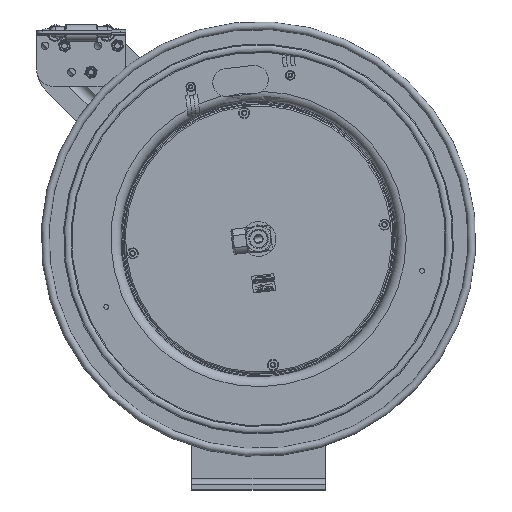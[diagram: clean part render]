
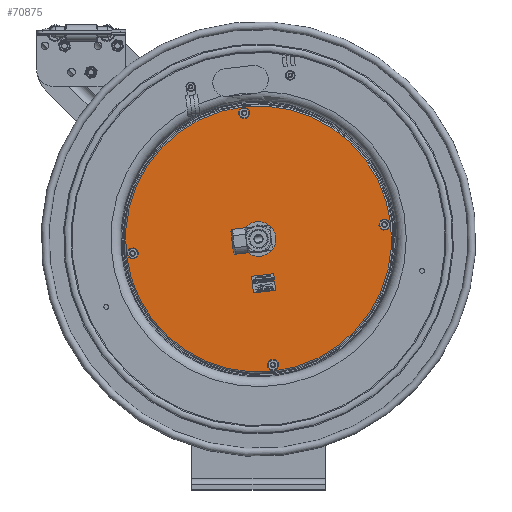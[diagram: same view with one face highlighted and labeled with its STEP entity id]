
A CAD part, top view. The second image highlights one B-rep face of the part: STEP entity #70875.
In plain terms, the highlighted planar face has unit normal (0, 0, 1).
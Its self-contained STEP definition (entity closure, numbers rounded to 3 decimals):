
#3197=FACE_BOUND('',#11822,.T.);
#3198=FACE_BOUND('',#11823,.T.);
#3199=FACE_BOUND('',#11824,.T.);
#3200=FACE_BOUND('',#11825,.T.);
#3201=FACE_BOUND('',#11826,.T.);
#6040=CIRCLE('',#75634,5.97);
#6041=CIRCLE('',#75635,0.655);
#6042=CIRCLE('',#75636,0.14);
#6043=CIRCLE('',#75637,0.14);
#6044=CIRCLE('',#75638,0.14);
#6045=CIRCLE('',#75639,0.14);
#8704=FACE_OUTER_BOUND('',#11821,.T.);
#11821=EDGE_LOOP('',(#60732));
#11822=EDGE_LOOP('',(#60733));
#11823=EDGE_LOOP('',(#60734));
#11824=EDGE_LOOP('',(#60735));
#11825=EDGE_LOOP('',(#60736));
#11826=EDGE_LOOP('',(#60737));
#33195=VERTEX_POINT('',#121803);
#33196=VERTEX_POINT('',#121805);
#33197=VERTEX_POINT('',#121807);
#33198=VERTEX_POINT('',#121809);
#33199=VERTEX_POINT('',#121811);
#33200=VERTEX_POINT('',#121813);
#44353=EDGE_CURVE('',#33195,#33195,#6040,.T.);
#44354=EDGE_CURVE('',#33196,#33196,#6041,.T.);
#44355=EDGE_CURVE('',#33197,#33197,#6042,.T.);
#44356=EDGE_CURVE('',#33198,#33198,#6043,.T.);
#44357=EDGE_CURVE('',#33199,#33199,#6044,.T.);
#44358=EDGE_CURVE('',#33200,#33200,#6045,.T.);
#60732=ORIENTED_EDGE('',*,*,#44353,.F.);
#60733=ORIENTED_EDGE('',*,*,#44354,.T.);
#60734=ORIENTED_EDGE('',*,*,#44355,.T.);
#60735=ORIENTED_EDGE('',*,*,#44356,.T.);
#60736=ORIENTED_EDGE('',*,*,#44357,.T.);
#60737=ORIENTED_EDGE('',*,*,#44358,.T.);
#65577=PLANE('',#75633);
#70875=ADVANCED_FACE('',(#8704,#3197,#3198,#3199,#3200,#3201),#65577,.T.);
#75633=AXIS2_PLACEMENT_3D('',#121802,#89565,#89566);
#75634=AXIS2_PLACEMENT_3D('',#121804,#89567,#89568);
#75635=AXIS2_PLACEMENT_3D('',#121806,#89569,#89570);
#75636=AXIS2_PLACEMENT_3D('',#121808,#89571,#89572);
#75637=AXIS2_PLACEMENT_3D('',#121810,#89573,#89574);
#75638=AXIS2_PLACEMENT_3D('',#121812,#89575,#89576);
#75639=AXIS2_PLACEMENT_3D('',#121814,#89577,#89578);
#89565=DIRECTION('center_axis',(0.,0.,
1.));
#89566=DIRECTION('ref_axis',(-0.994,-0.113,0.));
#89567=DIRECTION('center_axis',(0.,0.,
-1.));
#89568=DIRECTION('ref_axis',(-0.994,-0.113,0.));
#89569=DIRECTION('center_axis',(0.,0.,
-1.));
#89570=DIRECTION('ref_axis',(0.994,0.113,0.));
#89571=DIRECTION('center_axis',(0.,0.,
-1.));
#89572=DIRECTION('ref_axis',(-0.994,-0.113,0.));
#89573=DIRECTION('center_axis',(0.,0.,
-1.));
#89574=DIRECTION('ref_axis',(-0.994,-0.113,0.));
#89575=DIRECTION('center_axis',(0.,0.,
-1.));
#89576=DIRECTION('ref_axis',(-0.994,-0.113,0.));
#89577=DIRECTION('center_axis',(0.,0.,
-1.));
#89578=DIRECTION('ref_axis',(-0.994,-0.113,0.));
#121802=CARTESIAN_POINT('Origin',(51.936,0.,
-49.516));
#121803=CARTESIAN_POINT('',(57.867,0.678,-49.516));
#121804=CARTESIAN_POINT('Origin',(51.936,0.,
-49.516));
#121805=CARTESIAN_POINT('',(51.285,-0.074,-49.516));
#121806=CARTESIAN_POINT('Origin',(51.936,0.,
-49.516));
#121807=CARTESIAN_POINT('',(46.146,-0.661,-49.516));
#121808=CARTESIAN_POINT('Origin',(46.285,-0.645,-49.516));
#121809=CARTESIAN_POINT('',(57.447,0.63,-49.516));
#121810=CARTESIAN_POINT('Origin',(57.587,0.645,-49.516));
#121811=CARTESIAN_POINT('',(52.442,-5.667,-49.516));
#121812=CARTESIAN_POINT('Origin',(52.581,-5.651,-49.516));
#121813=CARTESIAN_POINT('',(51.151,5.635,-49.516));
#121814=CARTESIAN_POINT('Origin',(51.29,5.651,-49.516));
